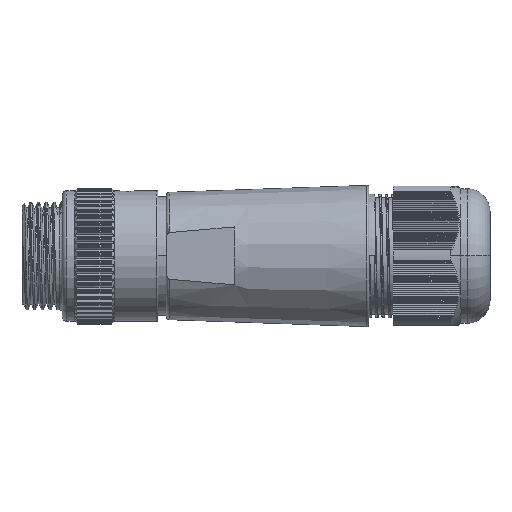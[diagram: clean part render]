
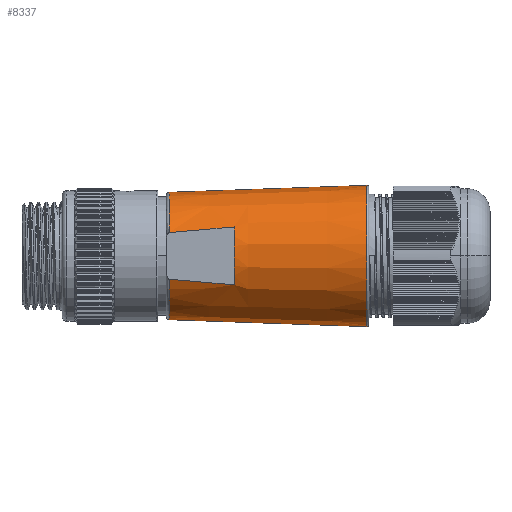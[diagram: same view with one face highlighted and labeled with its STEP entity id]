
A CAD part, top view. The second image highlights one B-rep face of the part: STEP entity #8337.
In plain terms, the highlighted conical face has half-angle 2 degrees and reference radius 13.09 mm.
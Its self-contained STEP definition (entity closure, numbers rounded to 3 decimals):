
#56 = VECTOR ( 'NONE', #1965, 1000. ) ;
#109 = DIRECTION ( 'NONE',  ( 1., 0., 0. ) ) ;
#431 = CARTESIAN_POINT ( 'NONE',  ( 26.191, -5.228, 12.2 ) ) ;
#722 = VECTOR ( 'NONE', #24878, 1000. ) ;
#977 = VERTEX_POINT ( 'NONE', #10111 ) ;
#1965 = DIRECTION ( 'NONE',  ( 0.999, 0.035, 0. ) ) ;
#2492 = B_SPLINE_CURVE_WITH_KNOTS ( 'NONE', 3,
 ( #26611, #9424, #29518, #12340 ),
 .UNSPECIFIED., .F., .F.,
 ( 4, 4 ),
 ( 0.015, 0.029 ),
 .UNSPECIFIED. ) ;
#3198 = CARTESIAN_POINT ( 'NONE',  ( 21.747, -4.804, 12.2 ) ) ;
#3504 = CARTESIAN_POINT ( 'NONE',  ( 21.747, 0., 0. ) ) ;
#3946 = CARTESIAN_POINT ( 'NONE',  ( 21.747, 13.112, 0. ) ) ;
#3966 = CARTESIAN_POINT ( 'NONE',  ( 62.397, 0., 0. ) ) ;
#4267 = ORIENTED_EDGE ( 'NONE', *, *, #22897, .F. ) ;
#4575 = ORIENTED_EDGE ( 'NONE', *, *, #6347, .F. ) ;
#4650 = AXIS2_PLACEMENT_3D ( 'NONE', #34225, #34347, #31452 ) ;
#5465 = CIRCLE ( 'NONE', #11051, 13.112 ) ;
#5817 = VERTEX_POINT ( 'NONE', #30420 ) ;
#6347 = EDGE_CURVE ( 'NONE', #22686, #26053, #22156, .T. ) ;
#6408 = DIRECTION ( 'NONE',  ( 0., 1., 0. ) ) ;
#6899 = DIRECTION ( 'NONE',  ( 0., -1., 0. ) ) ;
#7089 = ORIENTED_EDGE ( 'NONE', *, *, #16446, .T. ) ;
#7959 = B_SPLINE_CURVE_WITH_KNOTS ( 'NONE', 3,
 ( #3198, #431, #32107, #14952 ),
 .UNSPECIFIED., .F., .F.,
 ( 4, 4 ),
 ( 0.022, 0.036 ),
 .UNSPECIFIED. ) ;
#8177 = CARTESIAN_POINT ( 'NONE',  ( 21.747, -4.804, 12.2 ) ) ;
#8337 = ADVANCED_FACE ( 'NONE', ( #11286 ), #9431, .T. ) ;
#9424 = CARTESIAN_POINT ( 'NONE',  ( 30.64, 5.606, 12.2 ) ) ;
#9431 = CONICAL_SURFACE ( 'NONE', #4650, 13.09, 0.035 ) ;
#9898 = VERTEX_POINT ( 'NONE', #36873 ) ;
#10111 = CARTESIAN_POINT ( 'NONE',  ( 21.747, 4.804, 12.2 ) ) ;
#11051 = AXIS2_PLACEMENT_3D ( 'NONE', #17408, #109, #20283 ) ;
#11286 = FACE_OUTER_BOUND ( 'NONE', #30267, .T. ) ;
#11375 = CIRCLE ( 'NONE', #15506, 13.112 ) ;
#11423 = EDGE_CURVE ( 'NONE', #14885, #9898, #23681, .T. ) ;
#12340 = CARTESIAN_POINT ( 'NONE',  ( 21.747, 4.804, 12.2 ) ) ;
#13361 = CARTESIAN_POINT ( 'NONE',  ( 21.12, -13.09, 0. ) ) ;
#13532 = ORIENTED_EDGE ( 'NONE', *, *, #32349, .F. ) ;
#14885 = VERTEX_POINT ( 'NONE', #19120 ) ;
#14952 = CARTESIAN_POINT ( 'NONE',  ( 35.09, -5.96, 12.2 ) ) ;
#15506 = AXIS2_PLACEMENT_3D ( 'NONE', #3504, #23635, #6408 ) ;
#16446 = EDGE_CURVE ( 'NONE', #23525, #14885, #11375, .T. ) ;
#16714 = CARTESIAN_POINT ( 'NONE',  ( 35.09, 0., 0. ) ) ;
#17408 = CARTESIAN_POINT ( 'NONE',  ( 21.747, 0., 0. ) ) ;
#17539 = AXIS2_PLACEMENT_3D ( 'NONE', #16714, #36776, #19588 ) ;
#18507 = AXIS2_PLACEMENT_3D ( 'NONE', #3966, #24108, #6899 ) ;
#18928 = CARTESIAN_POINT ( 'NONE',  ( 62.397, 14.531, 0. ) ) ;
#19120 = CARTESIAN_POINT ( 'NONE',  ( 21.747, -13.112, 0. ) ) ;
#19373 = CIRCLE ( 'NONE', #18507, 14.531 ) ;
#19588 = DIRECTION ( 'NONE',  ( 0., 0., 1. ) ) ;
#19901 = VERTEX_POINT ( 'NONE', #29356 ) ;
#20283 = DIRECTION ( 'NONE',  ( 0., 1., 0. ) ) ;
#21013 = CIRCLE ( 'NONE', #17539, 13.578 ) ;
#22141 = EDGE_CURVE ( 'NONE', #19901, #977, #2492, .T. ) ;
#22156 = LINE ( 'NONE', #33504, #56 ) ;
#22686 = VERTEX_POINT ( 'NONE', #3946 ) ;
#22897 = EDGE_CURVE ( 'NONE', #5817, #19901, #21013, .T. ) ;
#23263 = EDGE_CURVE ( 'NONE', #22686, #977, #5465, .T. ) ;
#23525 = VERTEX_POINT ( 'NONE', #8177 ) ;
#23635 = DIRECTION ( 'NONE',  ( 1., 0., 0. ) ) ;
#23681 = LINE ( 'NONE', #13361, #722 ) ;
#23958 = ORIENTED_EDGE ( 'NONE', *, *, #11423, .T. ) ;
#24108 = DIRECTION ( 'NONE',  ( -1., 0., 0. ) ) ;
#24494 = ORIENTED_EDGE ( 'NONE', *, *, #26337, .T. ) ;
#24878 = DIRECTION ( 'NONE',  ( 0.999, -0.035, 0. ) ) ;
#26053 = VERTEX_POINT ( 'NONE', #18928 ) ;
#26337 = EDGE_CURVE ( 'NONE', #9898, #26053, #19373, .T. ) ;
#26611 = CARTESIAN_POINT ( 'NONE',  ( 35.09, 5.96, 12.2 ) ) ;
#27875 = ORIENTED_EDGE ( 'NONE', *, *, #22141, .F. ) ;
#29316 = ORIENTED_EDGE ( 'NONE', *, *, #23263, .T. ) ;
#29356 = CARTESIAN_POINT ( 'NONE',  ( 35.09, 5.96, 12.2 ) ) ;
#29518 = CARTESIAN_POINT ( 'NONE',  ( 26.191, 5.228, 12.2 ) ) ;
#30267 = EDGE_LOOP ( 'NONE', ( #7089, #23958, #24494, #4575, #29316, #27875, #4267, #13532 ) ) ;
#30420 = CARTESIAN_POINT ( 'NONE',  ( 35.09, -5.96, 12.2 ) ) ;
#31452 = DIRECTION ( 'NONE',  ( 0., 1., 0. ) ) ;
#32107 = CARTESIAN_POINT ( 'NONE',  ( 30.64, -5.606, 12.2 ) ) ;
#32349 = EDGE_CURVE ( 'NONE', #23525, #5817, #7959, .T. ) ;
#33504 = CARTESIAN_POINT ( 'NONE',  ( 21.12, 13.09, 0. ) ) ;
#34225 = CARTESIAN_POINT ( 'NONE',  ( 21.12, 0., 0. ) ) ;
#34347 = DIRECTION ( 'NONE',  ( 1., 0., 0. ) ) ;
#36776 = DIRECTION ( 'NONE',  ( -1., 0., 0. ) ) ;
#36873 = CARTESIAN_POINT ( 'NONE',  ( 62.397, -14.531, 0. ) ) ;
